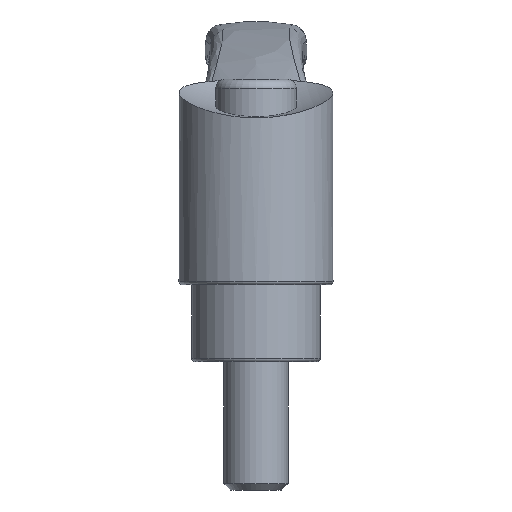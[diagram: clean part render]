
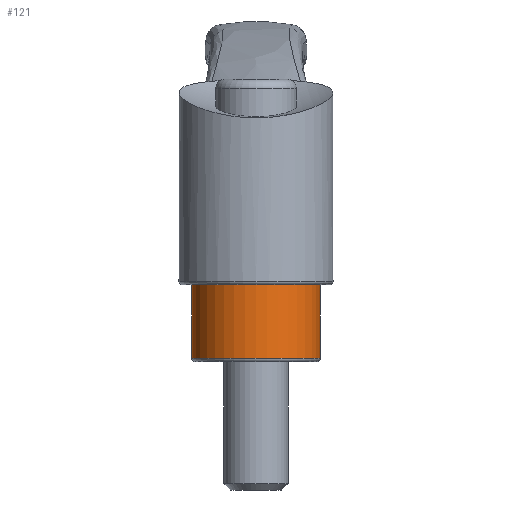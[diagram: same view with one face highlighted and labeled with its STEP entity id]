
A CAD part, left-side view. The second image highlights one B-rep face of the part: STEP entity #121.
In plain terms, the highlighted cylindrical face has radius 10 mm (diameter 20 mm), a full revolution.
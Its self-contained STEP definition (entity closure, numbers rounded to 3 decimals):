
#121 = ADVANCED_FACE( '', ( #282, #283 ), #284, .T. );
#282 = FACE_OUTER_BOUND( '', #1701, .T. );
#283 = FACE_OUTER_BOUND( '', #1702, .T. );
#284 = CYLINDRICAL_SURFACE( '', #1703, 10. );
#1701 = EDGE_LOOP( '', ( #3934 ) );
#1702 = EDGE_LOOP( '', ( #3935 ) );
#1703 = AXIS2_PLACEMENT_3D( '', #3936, #3937, #3938 );
#3934 = ORIENTED_EDGE( '', *, *, #4311, .T. );
#3935 = ORIENTED_EDGE( '', *, *, #4312, .T. );
#3936 = CARTESIAN_POINT( '', ( 0., 0., -12. ) );
#3937 = DIRECTION( '', ( 0., 0., -1. ) );
#3938 = DIRECTION( '', ( 1., 0., 0. ) );
#4311 = EDGE_CURVE( '', #4557, #4557, #4558, .F. );
#4312 = EDGE_CURVE( '', #4559, #4559, #4560, .F. );
#4557 = VERTEX_POINT( '', #5834 );
#4558 = CIRCLE( '', #5835, 10. );
#4559 = VERTEX_POINT( '', #5836 );
#4560 = CIRCLE( '', #5837, 10. );
#5834 = CARTESIAN_POINT( '', ( -10., 0., -11.5 ) );
#5835 = AXIS2_PLACEMENT_3D( '', #6995, #6996, #6997 );
#5836 = CARTESIAN_POINT( '', ( 10., 0., 0. ) );
#5837 = AXIS2_PLACEMENT_3D( '', #6998, #6999, #7000 );
#6995 = CARTESIAN_POINT( '', ( 0., 0., -11.5 ) );
#6996 = DIRECTION( '', ( 0., 0., -1. ) );
#6997 = DIRECTION( '', ( -1., 0., 0. ) );
#6998 = CARTESIAN_POINT( '', ( 0., 0., 0. ) );
#6999 = DIRECTION( '', ( 0., 0., 1. ) );
#7000 = DIRECTION( '', ( 1., 0., 0. ) );
